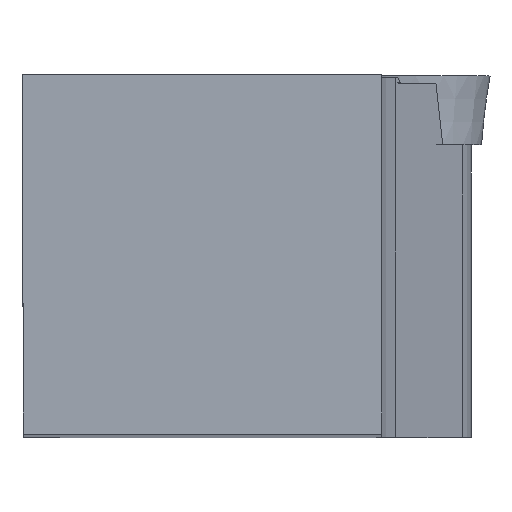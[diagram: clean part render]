
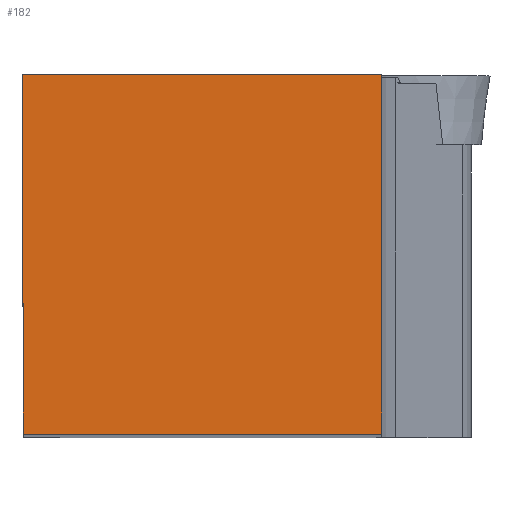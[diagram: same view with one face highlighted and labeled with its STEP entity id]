
A CAD part, top view. The second image highlights one B-rep face of the part: STEP entity #182.
In plain terms, the highlighted planar face has unit normal (0, 0, 1).
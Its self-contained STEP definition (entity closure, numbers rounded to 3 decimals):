
#88=FACE_OUTER_BOUND('',#238,.T.);
#112=LINE('',#803,#138);
#116=LINE('',#813,#142);
#117=LINE('',#815,#143);
#118=LINE('',#817,#144);
#138=VECTOR('',#600,1.);
#142=VECTOR('',#612,1.);
#143=VECTOR('',#613,1.);
#144=VECTOR('',#614,1.);
#182=ADVANCED_FACE('SHANK_FACE_BACK',(#88),#199,.F.);
#199=PLANE('',#518);
#238=EDGE_LOOP('',(#299,#300,#301,#302));
#299=ORIENTED_EDGE('',*,*,#404,.F.);
#300=ORIENTED_EDGE('',*,*,#405,.T.);
#301=ORIENTED_EDGE('',*,*,#406,.T.);
#302=ORIENTED_EDGE('',*,*,#399,.F.);
#363=VERTEX_POINT('',#802);
#364=VERTEX_POINT('',#804);
#366=VERTEX_POINT('',#814);
#367=VERTEX_POINT('',#816);
#399=EDGE_CURVE('',#363,#364,#112,.T.);
#404=EDGE_CURVE('',#366,#363,#116,.T.);
#405=EDGE_CURVE('',#366,#367,#117,.T.);
#406=EDGE_CURVE('',#367,#364,#118,.T.);
#518=AXIS2_PLACEMENT_3D('',#818,#615,#616);
#600=DIRECTION('',(1.,0.,0.));
#612=DIRECTION('',(-0.004,1.,0.));
#613=DIRECTION('',(1.,0.,0.));
#614=DIRECTION('',(0.,1.,0.));
#615=DIRECTION('',(0.,0.,-1.));
#616=DIRECTION('',(-1.,0.,0.));
#802=CARTESIAN_POINT('',(0.,24.875,0.));
#803=CARTESIAN_POINT('',(-6.744,24.875,0.));
#804=CARTESIAN_POINT('',(24.875,24.875,0.));
#813=CARTESIAN_POINT('',(0.808,-160.194,0.));
#814=CARTESIAN_POINT('',(0.109,0.,0.));
#815=CARTESIAN_POINT('',(-6.744,0.,0.));
#816=CARTESIAN_POINT('',(24.875,0.,0.));
#817=CARTESIAN_POINT('',(24.875,-6.744,0.));
#818=CARTESIAN_POINT('',(0.,0.,0.));
